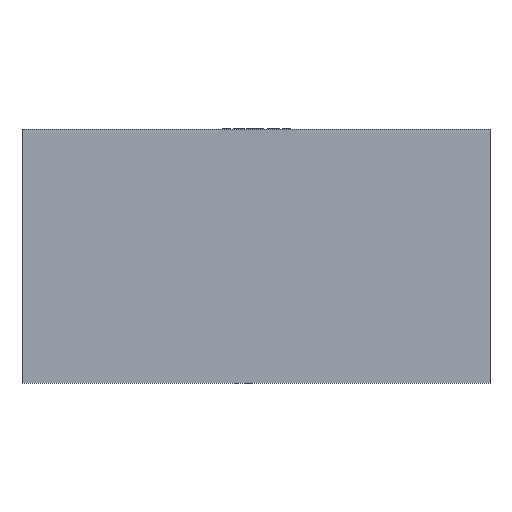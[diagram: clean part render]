
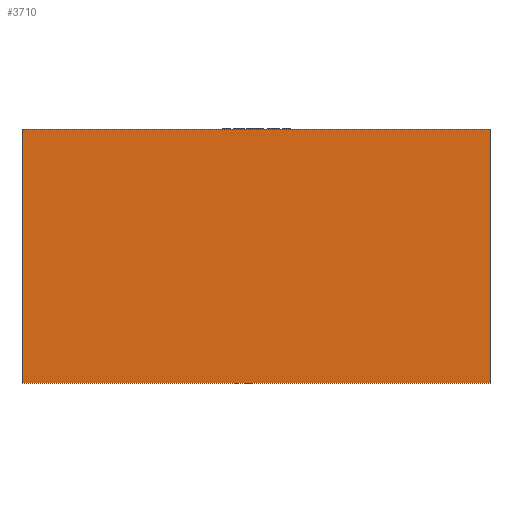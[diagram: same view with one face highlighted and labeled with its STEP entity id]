
A CAD part, front view. The second image highlights one B-rep face of the part: STEP entity #3710.
In plain terms, the highlighted planar face has unit normal (0, -1, 0).
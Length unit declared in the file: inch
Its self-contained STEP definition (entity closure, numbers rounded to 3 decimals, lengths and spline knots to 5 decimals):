
#3690 = EDGE_CURVE ( 'NONE', #3815, #3715, #9544, .T. ) ;
#3701 = VERTEX_POINT ( 'NONE', #9555 ) ;
#3710 = ADVANCED_FACE ( 'NONE', ( #9569 ), #9410, .F. ) ;
#3711 = EDGE_LOOP ( 'NONE', ( #4018, #4284, #4025, #4015 ) ) ;
#3715 = VERTEX_POINT ( 'NONE', #9704 ) ;
#3717 = EDGE_CURVE ( 'NONE', #3715, #3890, #9705, .T. ) ;
#3803 = EDGE_CURVE ( 'NONE', #3890, #3701, #9821, .T. ) ;
#3814 = EDGE_CURVE ( 'NONE', #3701, #3815, #9795, .T. ) ;
#3815 = VERTEX_POINT ( 'NONE', #9791 ) ;
#3890 = VERTEX_POINT ( 'NONE', #9988 ) ;
#4015 = ORIENTED_EDGE ( 'NONE', *, *, #3814, .F. ) ;
#4018 = ORIENTED_EDGE ( 'NONE', *, *, #3803, .F. ) ;
#4025 = ORIENTED_EDGE ( 'NONE', *, *, #3690, .F. ) ;
#4284 = ORIENTED_EDGE ( 'NONE', *, *, #3717, .F. ) ;
#9410 = PLANE ( 'NONE',  #9600 ) ;
#9539 = DIRECTION ( 'NONE',  ( 0., 0., -1. ) ) ;
#9540 = VECTOR ( 'NONE', #9539, 39.37008 ) ;
#9543 = CARTESIAN_POINT ( 'NONE',  ( 21.43124, -8.4, -11.64124 ) ) ;
#9544 = LINE ( 'NONE', #9543, #9540 ) ;
#9555 = CARTESIAN_POINT ( 'NONE',  ( -21.43124, -8.4, 11.64124 ) ) ;
#9569 = FACE_OUTER_BOUND ( 'NONE', #3711, .T. ) ;
#9600 = AXIS2_PLACEMENT_3D ( 'NONE', #9671, #9636, #9635 ) ;
#9613 = DIRECTION ( 'NONE',  ( -1., 0., 0. ) ) ;
#9635 = DIRECTION ( 'NONE',  ( 0., 0., 1. ) ) ;
#9636 = DIRECTION ( 'NONE',  ( 0., 1., 0. ) ) ;
#9671 = CARTESIAN_POINT ( 'NONE',  ( -21.43124, -8.4, 11.64124 ) ) ;
#9677 = VECTOR ( 'NONE', #9613, 39.37008 ) ;
#9678 = CARTESIAN_POINT ( 'NONE',  ( -21.43124, -8.4, -11.64124 ) ) ;
#9704 = CARTESIAN_POINT ( 'NONE',  ( 21.43124, -8.4, -11.64124 ) ) ;
#9705 = LINE ( 'NONE', #9678, #9677 ) ;
#9791 = CARTESIAN_POINT ( 'NONE',  ( 21.43124, -8.4, 11.64124 ) ) ;
#9792 = DIRECTION ( 'NONE',  ( 1., 0., 0. ) ) ;
#9793 = VECTOR ( 'NONE', #9792, 39.37008 ) ;
#9794 = CARTESIAN_POINT ( 'NONE',  ( -21.43124, -8.4, 11.64124 ) ) ;
#9795 = LINE ( 'NONE', #9794, #9793 ) ;
#9818 = DIRECTION ( 'NONE',  ( 0., 0., 1. ) ) ;
#9819 = VECTOR ( 'NONE', #9818, 39.37008 ) ;
#9820 = CARTESIAN_POINT ( 'NONE',  ( -21.43124, -8.4, -11.64124 ) ) ;
#9821 = LINE ( 'NONE', #9820, #9819 ) ;
#9988 = CARTESIAN_POINT ( 'NONE',  ( -21.43124, -8.4, -11.64124 ) ) ;
